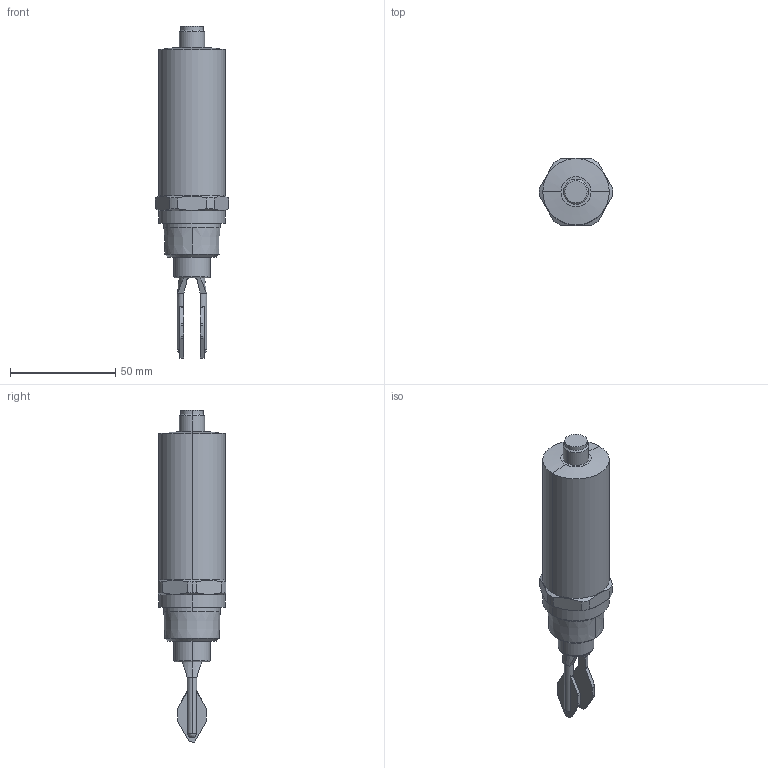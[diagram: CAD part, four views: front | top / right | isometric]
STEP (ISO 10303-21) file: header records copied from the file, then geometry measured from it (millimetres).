
FILE_DESCRIPTION (( 'STEP AP214' ), '1' );
FILE_NAME ('VFL75-150S-3H.STEP', '2019-06-11T17:05:44', ( '' ), ( '' ), 'SwSTEP 2.0', 'SolidWorks 2017', '' );
FILE_SCHEMA (( 'AUTOMOTIVE_DESIGN' ));
Length unit declared in the file: inch
Products named in the file (1): VFL75-150S-3H
Bounding box: 34.74 x 32 x 157.5 mm (x, y, z)
Volume: 78641 mm3; surface area: 13553.8 mm2
Topology: 1 solids, 1 shells, 98 faces, 261 edges, 168 vertices
Faces by surface type: plane 45, cylinder 34, cone 15, bspline 4
Entity records: 3234 total; most frequent: CARTESIAN_POINT 791, ORIENTED_EDGE 518, DIRECTION 501, EDGE_CURVE 259, AXIS2_PLACEMENT_3D 186, VERTEX_POINT 168, LINE 129, VECTOR 129
